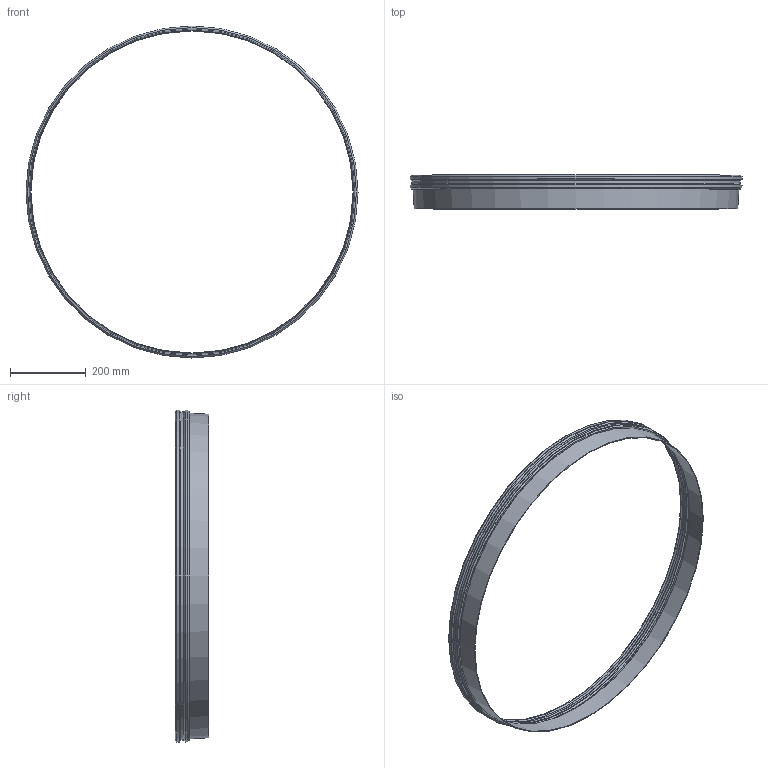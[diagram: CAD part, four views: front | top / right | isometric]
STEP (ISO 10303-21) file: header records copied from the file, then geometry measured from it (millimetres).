
FILE_DESCRIPTION(/* description */ (''),/* implementation_level */ '2;1');
FILE_NAME(/* name */ 'BFM Spigot 850mm v2.step',/* time_stamp */ '2023-03-08T14:26:31+13:00',/* author */ (''),/* organization */ (''),/* preprocessor_version */ 'ST-DEVELOPER v19.2',/* originating_system */ 'Autodesk Translation Framework v11.17.0.187',/* authorisation */ '');
FILE_SCHEMA (('AUTOMOTIVE_DESIGN { 1 0 10303 214 3 1 1 }'));
Length unit declared in the file: millimetre
Products named in the file (1): BFM Spigot 850mm
Bounding box: 876 x 89 x 876 mm (x, y, z)
Volume: 502914.8 mm3; surface area: 562035.1 mm2
Topology: 2 solids, 2 shells, 21 faces, 38 edges, 21 vertices
Faces by surface type: cone 12, cylinder 5, plane 4
Full cylindrical faces by diameter (mm): 863.5 x1, 867.5 x1, 872 x2, 876 x1
Entity records: 549 total; most frequent: DIRECTION 103, CARTESIAN_POINT 81, ORIENTED_EDGE 76, AXIS2_PLACEMENT_3D 43, EDGE_CURVE 38, EDGE_LOOP 25, FACE_OUTER_BOUND 21, CIRCLE 21
